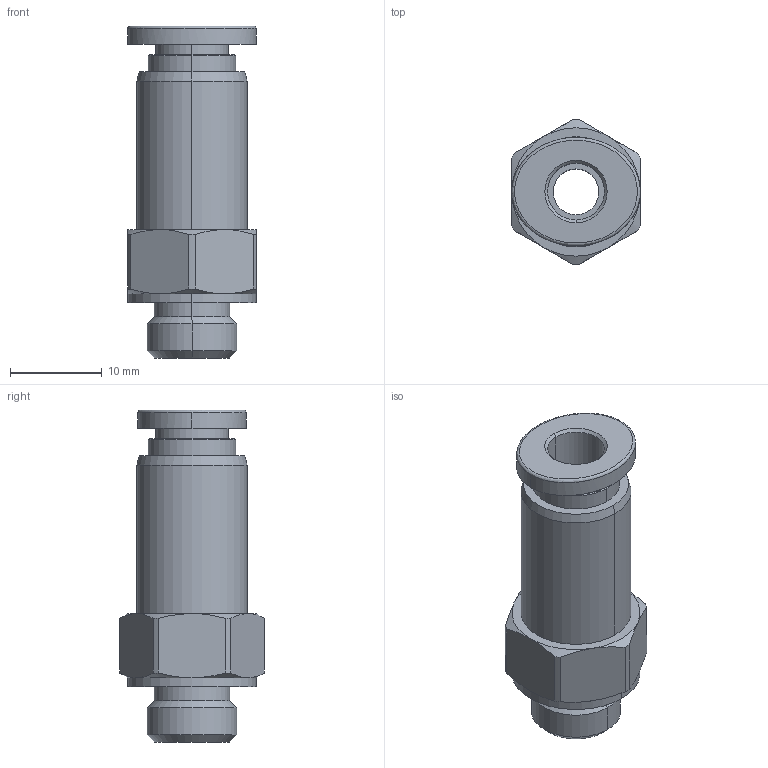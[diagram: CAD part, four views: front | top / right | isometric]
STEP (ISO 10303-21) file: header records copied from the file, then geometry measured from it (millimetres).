
FILE_DESCRIPTION((''),'2;1');
FILE_NAME('PCVC 06-G01.stp','2017-07-24T11:41:02',(''),(''),'Mechanical Desktop 2009','Mechanical Desktop 2009',', , ');
FILE_SCHEMA(('CONFIG_CONTROL_DESIGN'));
Length unit declared in the file: millimetre
Products named in the file (4): PCVC 06-G01; PART1; COLLAR-C06; ~PART1
Assembly tree (3 placements, depth 3):
  PCVC 06-G01
    PART1
    COLLAR-C06
      ~PART1
Bounding box: 14 x 15.8 x 36.2 mm (x, y, z)
Volume: 3173.8 mm3; surface area: 2549.9 mm2
Topology: 2 solids, 2 shells, 70 faces, 153 edges, 92 vertices
Faces by surface type: cone 26, cylinder 24, plane 15, bspline 3, torus 2
Entity records: 2269 total; most frequent: CARTESIAN_POINT 615, DIRECTION 348, ORIENTED_EDGE 306, EDGE_CURVE 153, AXIS2_PLACEMENT_3D 151, VERTEX_POINT 92, EDGE_LOOP 79, CIRCLE 78
